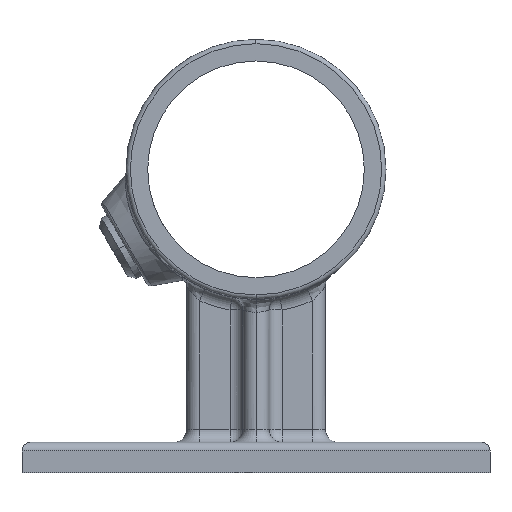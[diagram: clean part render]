
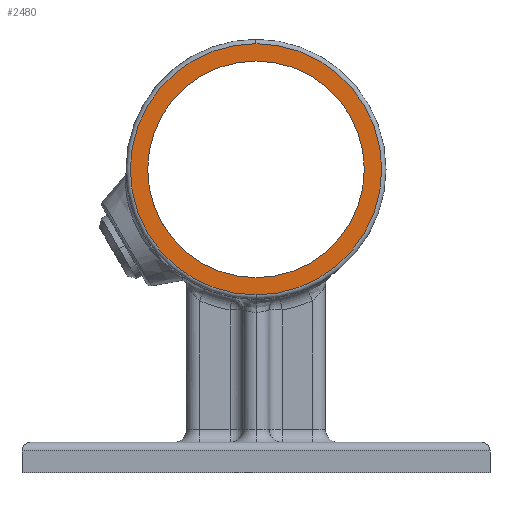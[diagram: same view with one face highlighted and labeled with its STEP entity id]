
A CAD part, left-side view. The second image highlights one B-rep face of the part: STEP entity #2480.
In plain terms, the highlighted planar face has unit normal (-1, 0, 0).
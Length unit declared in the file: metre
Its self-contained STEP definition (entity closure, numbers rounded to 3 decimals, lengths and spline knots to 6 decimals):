
#123 = ORIENTED_EDGE ( 'NONE', *, *, #2736, .T. ) ;
#199 = DIRECTION ( 'NONE',  ( 1., 0., 0. ) ) ;
#223 = DIRECTION ( 'NONE',  ( 0., 0., -1. ) ) ;
#246 = DIRECTION ( 'NONE',  ( 1., 0., 0. ) ) ;
#315 = FACE_OUTER_BOUND ( 'NONE', #2173, .T. ) ;
#561 = CIRCLE ( 'NONE', #2523, 0.029 ) ;
#627 = CARTESIAN_POINT ( 'NONE',  ( -0.051677, 0.001948, 0.128 ) ) ;
#632 = DIRECTION ( 'NONE',  ( -1., 0., 0. ) ) ;
#884 = ORIENTED_EDGE ( 'NONE', *, *, #3840, .T. ) ;
#887 = AXIS2_PLACEMENT_3D ( 'NONE', #627, #246, #1365 ) ;
#1070 = CARTESIAN_POINT ( 'NONE',  ( -0.051677, 0.001948, 0.157 ) ) ;
#1096 = VERTEX_POINT ( 'NONE', #1070 ) ;
#1116 = AXIS2_PLACEMENT_3D ( 'NONE', #1965, #2672, #1527 ) ;
#1201 = CARTESIAN_POINT ( 'NONE',  ( -0.051677, 0.001948, 0.103 ) ) ;
#1241 = CIRCLE ( 'NONE', #3664, 0.025 ) ;
#1365 = DIRECTION ( 'NONE',  ( 0., 0., -1. ) ) ;
#1527 = DIRECTION ( 'NONE',  ( 0., 0., -1. ) ) ;
#1756 = VERTEX_POINT ( 'NONE', #1201 ) ;
#1866 = AXIS2_PLACEMENT_3D ( 'NONE', #3486, #2056, #4260 ) ;
#1965 = CARTESIAN_POINT ( 'NONE',  ( -0.051677, 0.001948, 0.128 ) ) ;
#1971 = CARTESIAN_POINT ( 'NONE',  ( -0.051677, 0.001948, 0.128 ) ) ;
#2056 = DIRECTION ( 'NONE',  ( -1., 0., 0. ) ) ;
#2173 = EDGE_LOOP ( 'NONE', ( #3605, #884 ) ) ;
#2234 = CIRCLE ( 'NONE', #1116, 0.025 ) ;
#2480 = ADVANCED_FACE ( 'NONE', ( #315, #2725 ), #3492, .F. ) ;
#2523 = AXIS2_PLACEMENT_3D ( 'NONE', #4273, #632, #3570 ) ;
#2672 = DIRECTION ( 'NONE',  ( 1., 0., 0. ) ) ;
#2715 = VERTEX_POINT ( 'NONE', #4447 ) ;
#2725 = FACE_BOUND ( 'NONE', #3810, .T. ) ;
#2736 = EDGE_CURVE ( 'NONE', #1756, #3981, #2234, .T. ) ;
#2882 = EDGE_CURVE ( 'NONE', #2715, #1096, #4200, .T. ) ;
#3486 = CARTESIAN_POINT ( 'NONE',  ( -0.051677, 0.001948, 0.128 ) ) ;
#3492 = PLANE ( 'NONE',  #887 ) ;
#3570 = DIRECTION ( 'NONE',  ( 0., 0., -1. ) ) ;
#3605 = ORIENTED_EDGE ( 'NONE', *, *, #2882, .T. ) ;
#3664 = AXIS2_PLACEMENT_3D ( 'NONE', #1971, #199, #223 ) ;
#3810 = EDGE_LOOP ( 'NONE', ( #123, #4542 ) ) ;
#3840 = EDGE_CURVE ( 'NONE', #1096, #2715, #561, .T. ) ;
#3960 = EDGE_CURVE ( 'NONE', #3981, #1756, #1241, .T. ) ;
#3981 = VERTEX_POINT ( 'NONE', #4475 ) ;
#4200 = CIRCLE ( 'NONE', #1866, 0.029 ) ;
#4260 = DIRECTION ( 'NONE',  ( 0., 0., -1. ) ) ;
#4273 = CARTESIAN_POINT ( 'NONE',  ( -0.051677, 0.001948, 0.128 ) ) ;
#4447 = CARTESIAN_POINT ( 'NONE',  ( -0.051677, 0.001948, 0.099 ) ) ;
#4475 = CARTESIAN_POINT ( 'NONE',  ( -0.051677, 0.001948, 0.153 ) ) ;
#4542 = ORIENTED_EDGE ( 'NONE', *, *, #3960, .T. ) ;
